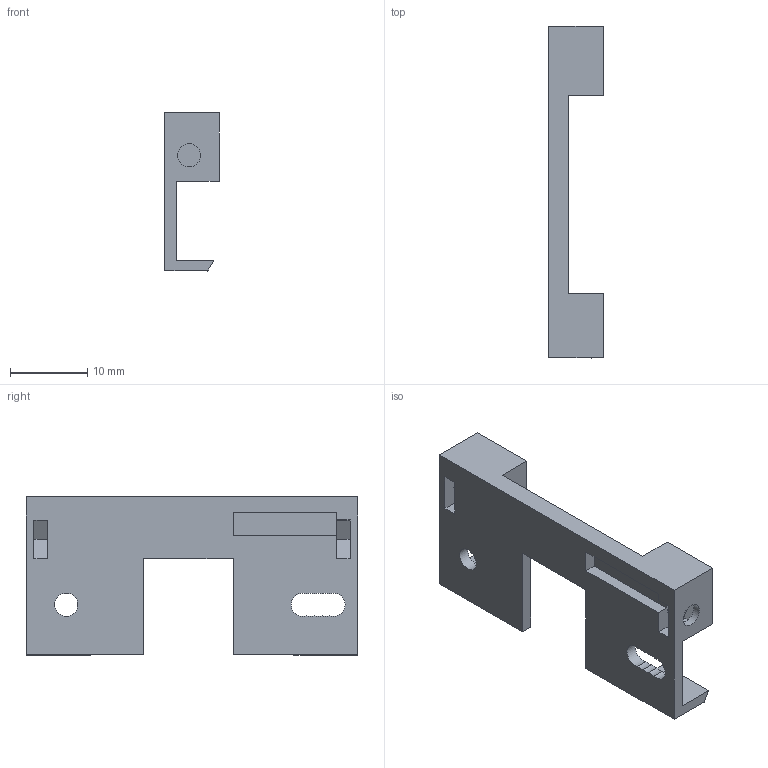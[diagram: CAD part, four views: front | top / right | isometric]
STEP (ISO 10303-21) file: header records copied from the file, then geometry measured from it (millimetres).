
FILE_DESCRIPTION(/* description */ (''),/* implementation_level */ '2;1');
FILE_NAME(/* name */ 'MouseGoggles 1.2 BackingV2 v2.step',/* time_stamp */ '2024-01-19T16:48:09-05:00',/* author */ (''),/* organization */ (''),/* preprocessor_version */ 'ST-DEVELOPER v20',/* originating_system */ 'Autodesk Translation Framework v12.14.0.127',/* authorisation */ '');
FILE_SCHEMA (('AUTOMOTIVE_DESIGN { 1 0 10303 214 3 1 1 }'));
Length unit declared in the file: millimetre
Products named in the file (1): MouseGoggles 1.2 BackingV2
Bounding box: 7.06 x 43.06 x 20.54 mm (x, y, z)
Volume: 1922.9 mm3; surface area: 2540.7 mm2
Topology: 1 solids, 1 shells, 65 faces, 183 edges, 122 vertices
Faces by surface type: plane 51, cylinder 13, bspline 1
Full cylindrical faces by diameter (mm): 3 x5
Entity records: 2150 total; most frequent: CARTESIAN_POINT 376, ORIENTED_EDGE 366, DIRECTION 345, EDGE_CURVE 183, LINE 151, VECTOR 151, VERTEX_POINT 122, AXIS2_PLACEMENT_3D 97
